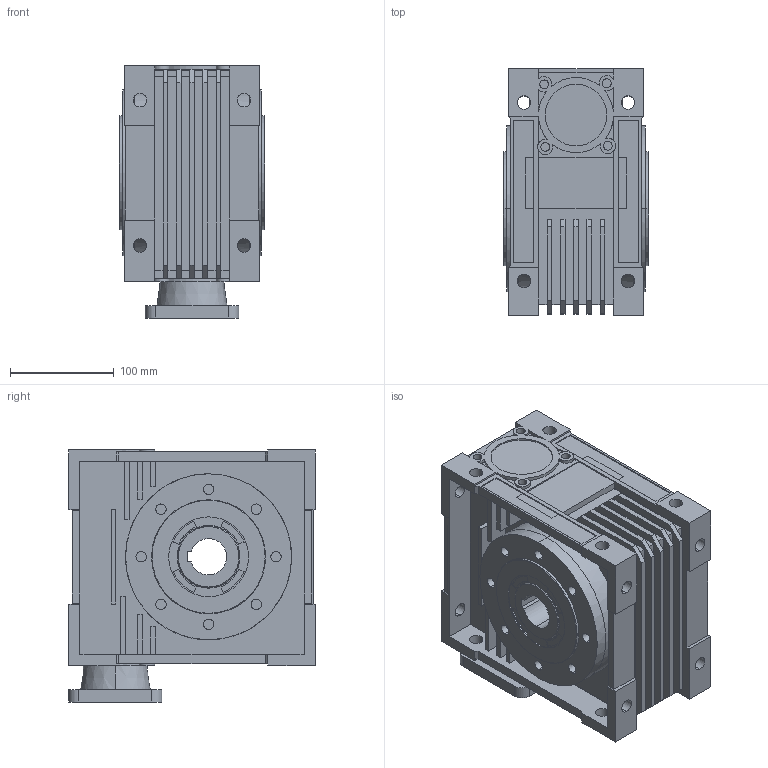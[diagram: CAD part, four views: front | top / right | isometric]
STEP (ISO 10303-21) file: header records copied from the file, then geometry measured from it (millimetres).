
FILE_DESCRIPTION (( 'STEP AP214' ), '1' );
FILE_NAME ('STP_750W伺服_19_无_不配附件_空心轴.step', '2019-10-21T02:32:37', ( 'IT Division' ), ( 'IT' ), 'SwSTEP 2.0', 'SolidWorks 2016', '' );
FILE_SCHEMA (( 'AUTOMOTIVE_DESIGN' ));
Length unit declared in the file: millimetre
Products named in the file (1): STP_750W伺服_19_无_不配附件_空心轴
Bounding box: 140 x 238 x 243 mm (x, y, z)
Volume: 4891054.4 mm3; surface area: 430899.3 mm2
Topology: 1 solids, 2 shells, 668 faces, 1696 edges, 1114 vertices
Faces by surface type: plane 434, cylinder 203, cone 17, torus 14
Entity records: 21590 total; most frequent: CARTESIAN_POINT 3617, DIRECTION 3487, ORIENTED_EDGE 3392, EDGE_CURVE 1696, VECTOR 1231, LINE 1231, AXIS2_PLACEMENT_3D 1128, VERTEX_POINT 1114
